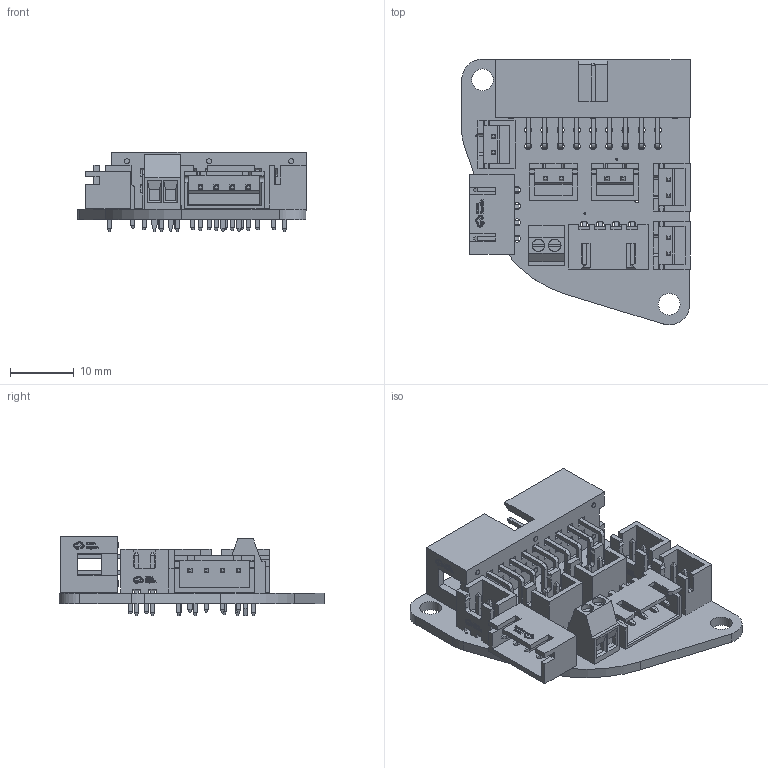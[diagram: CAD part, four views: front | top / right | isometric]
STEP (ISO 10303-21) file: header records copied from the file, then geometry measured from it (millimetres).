
FILE_DESCRIPTION(/* description */ (''),/* implementation_level */ '2;1');
FILE_NAME(/* name */ 'Heron-v0-toolhead-board_2023-02-07.step',/* time_stamp */ '2024-08-29T19:58:54+08:00',/* author */ (''),/* organization */ (''),/* preprocessor_version */ 'ST-DEVELOPER v20',/* originating_system */ 'Autodesk Translation Framework v13.14.0.145',/* authorisation */ '');
FILE_SCHEMA (('AUTOMOTIVE_DESIGN { 1 0 10303 214 3 1 1 }'));
Products named in the file (21): 3D_PCB_Heron-v0-toolhead-board_2023-02-07_v1; COMPOUND; CN7; CONN-TH_XH-4AW_C722872; COMPOUND (1); U4; CONN-TH_2P-P2.54_TOPONELEC_TY308-2.54-02P-14-00AH; COMPOUND (2); CN4; CN8; CN3; CN5; CN6; CONN-TH_2P-P2.54; SOLID; CN2; CONN-TH_XH-4AW; COMPOUND (3); CN1; CONN-TH_18P-P2.54_XKB_X9555WR-2X9-6TV01; COMPOUND (4)
Assembly tree (24 placements, depth 4):
  3D_PCB_Heron-v0-toolhead-board_2023-02-07_v1
    COMPOUND
    CN7
      CONN-TH_XH-4AW_C722872
        COMPOUND (1)
    U4
      CONN-TH_2P-P2.54_TOPONELEC_TY308-2.54-02P-14-00AH
        COMPOUND (2)
    CN4
      CONN-TH_2P-P2.54
        SOLID
    CN8
      CONN-TH_2P-P2.54
        SOLID
    CN3
      CONN-TH_2P-P2.54
        SOLID
    CN5
      CONN-TH_2P-P2.54
        SOLID
    CN6
      CONN-TH_2P-P2.54
        SOLID
    CN2
      CONN-TH_XH-4AW
        COMPOUND (3)
    CN1
      CONN-TH_18P-P2.54_XKB_X9555WR-2X9-6TV01
        COMPOUND (4)
Bounding box: 35.81 x 41.65 x 12.47 mm (x, y, z)
Volume: 4710 mm3; surface area: 8916.9 mm2
Topology: 53 solids, 53 shells, 3415 faces, 8958 edges, 5846 vertices
Faces by surface type: plane 2419, bspline 826, cylinder 170
Full cylindrical faces by diameter (mm): 0.305 x7, 0.6 x1, 0.8 x6, 1.1 x22, 1.2 x4, 1.3 x2, 1.9 x2, 2 x2, 3.4 x2
Entity records: 72279 total; most frequent: CARTESIAN_POINT 18130, ORIENTED_EDGE 11300, DIRECTION 9362, EDGE_CURVE 5650, LINE 4482, VECTOR 4482, VERTEX_POINT 3662, EDGE_LOOP 2440
